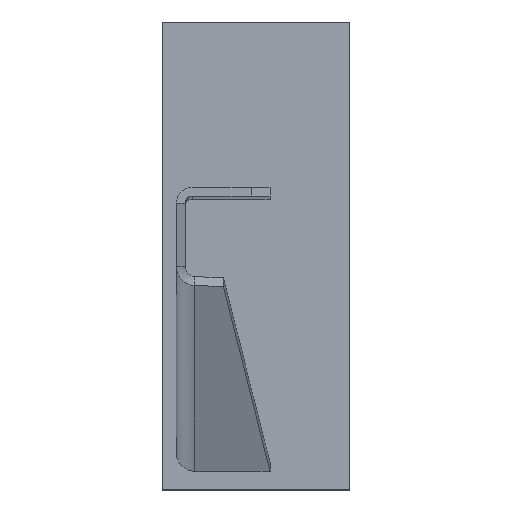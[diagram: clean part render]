
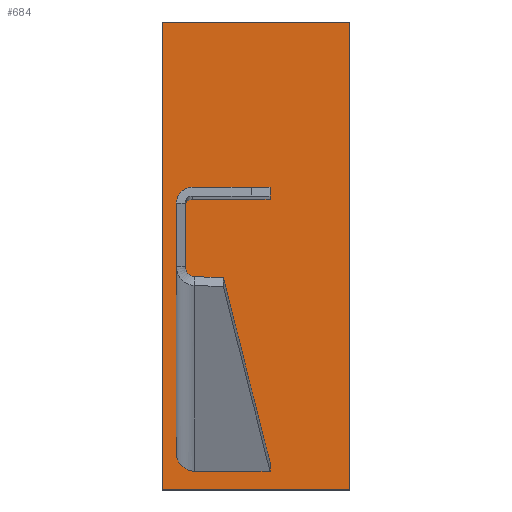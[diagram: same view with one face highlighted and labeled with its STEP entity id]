
A CAD part, top view. The second image highlights one B-rep face of the part: STEP entity #684.
In plain terms, the highlighted planar face has unit normal (0, 0, 1).
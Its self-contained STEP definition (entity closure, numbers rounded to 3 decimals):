
#13 = LINE ( 'NONE', #102, #691 ) ;
#62 = EDGE_LOOP ( 'NONE', ( #678, #65, #623, #326 ) ) ;
#65 = ORIENTED_EDGE ( 'NONE', *, *, #369, .T. ) ;
#102 = CARTESIAN_POINT ( 'NONE',  ( -20., -100., 6. ) ) ;
#116 = CARTESIAN_POINT ( 'NONE',  ( 0., 0., 6. ) ) ;
#164 = DIRECTION ( 'NONE',  ( 1., 0., 0. ) ) ;
#199 = DIRECTION ( 'NONE',  ( -1., 0., 0. ) ) ;
#239 = CARTESIAN_POINT ( 'NONE',  ( 20., 0., 6. ) ) ;
#252 = DIRECTION ( 'NONE',  ( 1., 0., 0. ) ) ;
#303 = PLANE ( 'NONE',  #817 ) ;
#315 = VERTEX_POINT ( 'NONE', #661 ) ;
#326 = ORIENTED_EDGE ( 'NONE', *, *, #659, .T. ) ;
#338 = VECTOR ( 'NONE', #199, 1000. ) ;
#342 = FACE_OUTER_BOUND ( 'NONE', #62, .T. ) ;
#349 = CARTESIAN_POINT ( 'NONE',  ( 20., 0., 6. ) ) ;
#369 = EDGE_CURVE ( 'NONE', #845, #762, #551, .T. ) ;
#378 = CARTESIAN_POINT ( 'NONE',  ( -20., 0., 6. ) ) ;
#435 = DIRECTION ( 'NONE',  ( 0., 0., 1. ) ) ;
#459 = VERTEX_POINT ( 'NONE', #665 ) ;
#513 = DIRECTION ( 'NONE',  ( 0., -1., 0. ) ) ;
#520 = LINE ( 'NONE', #239, #848 ) ;
#551 = LINE ( 'NONE', #793, #338 ) ;
#569 = LINE ( 'NONE', #378, #828 ) ;
#623 = ORIENTED_EDGE ( 'NONE', *, *, #755, .T. ) ;
#634 = DIRECTION ( 'NONE',  ( 0., 1., 0. ) ) ;
#638 = CARTESIAN_POINT ( 'NONE',  ( -20., 0., 6. ) ) ;
#659 = EDGE_CURVE ( 'NONE', #459, #315, #13, .T. ) ;
#661 = CARTESIAN_POINT ( 'NONE',  ( 20., -100., 6. ) ) ;
#665 = CARTESIAN_POINT ( 'NONE',  ( -20., -100., 6. ) ) ;
#671 = EDGE_CURVE ( 'NONE', #315, #845, #520, .T. ) ;
#678 = ORIENTED_EDGE ( 'NONE', *, *, #671, .T. ) ;
#684 = ADVANCED_FACE ( 'NONE', ( #342 ), #303, .T. ) ;
#691 = VECTOR ( 'NONE', #164, 1000. ) ;
#755 = EDGE_CURVE ( 'NONE', #762, #459, #569, .T. ) ;
#762 = VERTEX_POINT ( 'NONE', #638 ) ;
#793 = CARTESIAN_POINT ( 'NONE',  ( -20., 0., 6. ) ) ;
#817 = AXIS2_PLACEMENT_3D ( 'NONE', #116, #435, #252 ) ;
#828 = VECTOR ( 'NONE', #513, 1000. ) ;
#845 = VERTEX_POINT ( 'NONE', #349 ) ;
#848 = VECTOR ( 'NONE', #634, 1000. ) ;
